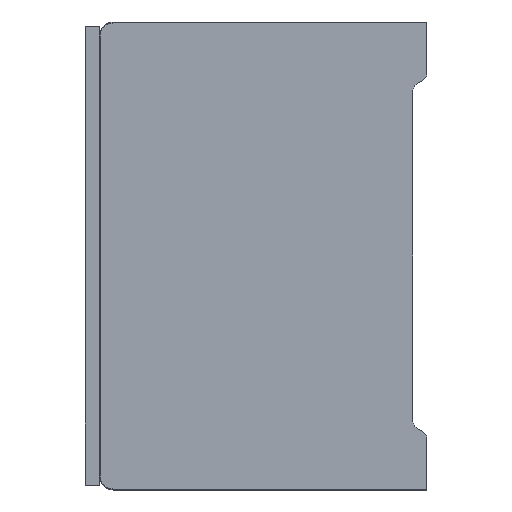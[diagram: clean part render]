
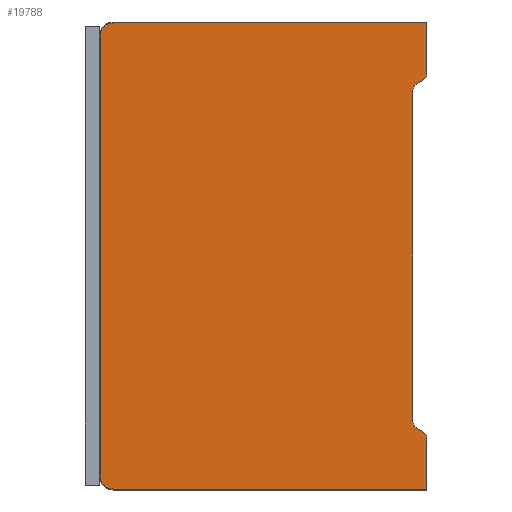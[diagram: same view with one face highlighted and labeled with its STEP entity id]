
A CAD part, left-side view. The second image highlights one B-rep face of the part: STEP entity #19788.
In plain terms, the highlighted planar face has unit normal (-1, 0, 0).
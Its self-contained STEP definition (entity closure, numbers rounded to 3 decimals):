
#2852=DIRECTION('',(0.,0.,1.));
#2853=VECTOR('',#2852,10.8);
#2854=CARTESIAN_POINT('',(0.,0.,-99.8));
#2855=LINE('',#2854,#2853);
#2872=DIRECTION('',(0.,0.,1.));
#2873=VECTOR('',#2872,70.226);
#2874=CARTESIAN_POINT('',(0.,3.,-85.113));
#2875=LINE('',#2874,#2873);
#2900=CARTESIAN_POINT('',(0.,67.,-97.));
#2901=DIRECTION('',(1.,0.,0.));
#2902=DIRECTION('',(0.,0.,-1.));
#2903=AXIS2_PLACEMENT_3D('',#2900,#2901,#2902);
#2905=CARTESIAN_POINT('',(0.,67.,-3.));
#2906=DIRECTION('',(1.,0.,0.));
#2907=DIRECTION('',(0.,1.,0.));
#2908=AXIS2_PLACEMENT_3D('',#2905,#2906,#2907);
#2910=CARTESIAN_POINT('',(0.,1.732,-11.));
#2911=DIRECTION('',(1.,0.,0.));
#2912=DIRECTION('',(0.,-1.,0.));
#2913=AXIS2_PLACEMENT_3D('',#2910,#2911,#2912);
#2915=DIRECTION('',(0.,0.866,-0.5));
#2916=VECTOR('',#2915,1.309);
#2917=CARTESIAN_POINT('',(0.,0.866,-12.5));
#2918=LINE('',#2917,#2916);
#2919=CARTESIAN_POINT('',(0.,1.,-14.887));
#2920=DIRECTION('',(-1.,0.,0.));
#2921=DIRECTION('',(0.,0.5,0.866));
#2922=AXIS2_PLACEMENT_3D('',#2919,#2920,#2921);
#2924=CARTESIAN_POINT('',(0.,1.,-85.113));
#2925=DIRECTION('',(-1.,0.,0.));
#2926=DIRECTION('',(0.,1.,0.));
#2927=AXIS2_PLACEMENT_3D('',#2924,#2925,#2926);
#2929=DIRECTION('',(0.,-0.866,-0.5));
#2930=VECTOR('',#2929,1.309);
#2931=CARTESIAN_POINT('',(0.,2.,
-86.845));
#2932=LINE('',#2931,#2930);
#2933=CARTESIAN_POINT('',(0.,1.732,-89.));
#2934=DIRECTION('',(1.,0.,0.));
#2935=DIRECTION('',(0.,-0.5,0.866));
#2936=AXIS2_PLACEMENT_3D('',#2933,#2934,#2935);
#2942=DIRECTION('',(0.,-1.,0.));
#2943=VECTOR('',#2942,67.);
#2944=CARTESIAN_POINT('',(0.,67.,
-99.8));
#2945=LINE('',#2944,#2943);
#3269=DIRECTION('',(0.,0.,1.));
#3270=VECTOR('',#3269,10.8);
#3271=CARTESIAN_POINT('',(0.,0.,-11.));
#3272=LINE('',#3271,#3270);
#3287=DIRECTION('',(0.,1.,0.));
#3288=VECTOR('',#3287,67.);
#3289=CARTESIAN_POINT('',(0.,0.,-0.2));
#3290=LINE('',#3289,#3288);
#3310=DIRECTION('',(0.,0.,-1.));
#3311=VECTOR('',#3310,94.);
#3312=CARTESIAN_POINT('',(0.,69.8,
-3.));
#3313=LINE('',#3312,#3311);
#13572=CARTESIAN_POINT('',(0.,67.,
-99.8));
#13573=CARTESIAN_POINT('',(0.,69.8,
-97.));
#13574=VERTEX_POINT('',#13572);
#13575=VERTEX_POINT('',#13573);
#13576=CARTESIAN_POINT('',(0.,0.,-99.8));
#13577=VERTEX_POINT('',#13576);
#13578=CARTESIAN_POINT('',(0.,69.8,
-3.));
#13579=VERTEX_POINT('',#13578);
#13580=CARTESIAN_POINT('',(0.,67.,
-0.2));
#13581=VERTEX_POINT('',#13580);
#13582=CARTESIAN_POINT('',(0.,0.,-0.2));
#13583=VERTEX_POINT('',#13582);
#13584=CARTESIAN_POINT('',(0.,0.,-11.));
#13585=VERTEX_POINT('',#13584);
#13586=CARTESIAN_POINT('',(0.,0.866,-12.5));
#13587=VERTEX_POINT('',#13586);
#13588=CARTESIAN_POINT('',(0.,2.,
-13.155));
#13589=VERTEX_POINT('',#13588);
#13590=CARTESIAN_POINT('',(0.,3.,-14.887));
#13591=VERTEX_POINT('',#13590);
#13592=CARTESIAN_POINT('',(0.,3.,-85.113));
#13593=VERTEX_POINT('',#13592);
#13594=CARTESIAN_POINT('',(0.,2.,
-86.845));
#13595=VERTEX_POINT('',#13594);
#13596=CARTESIAN_POINT('',(0.,0.866,-87.5));
#13597=VERTEX_POINT('',#13596);
#13598=CARTESIAN_POINT('',(0.,0.,-89.));
#13599=VERTEX_POINT('',#13598);
#19758=CARTESIAN_POINT('',(0.,34.9,-50.));
#19759=DIRECTION('',(1.,0.,0.));
#19760=DIRECTION('',(0.,0.,1.));
#19761=AXIS2_PLACEMENT_3D('',#19758,#19759,#19760);
#19762=PLANE('',#19761);
#19764=ORIENTED_EDGE('',*,*,#19763,.F.);
#19766=ORIENTED_EDGE('',*,*,#19765,.T.);
#19768=ORIENTED_EDGE('',*,*,#19767,.F.);
#19770=ORIENTED_EDGE('',*,*,#19769,.T.);
#19772=ORIENTED_EDGE('',*,*,#19771,.F.);
#19774=ORIENTED_EDGE('',*,*,#19773,.F.);
#19776=ORIENTED_EDGE('',*,*,#19775,.T.);
#19778=ORIENTED_EDGE('',*,*,#19777,.T.);
#19780=ORIENTED_EDGE('',*,*,#19779,.T.);
#19781=ORIENTED_EDGE('',*,*,#19737,.F.);
#19782=ORIENTED_EDGE('',*,*,#19726,.T.);
#19783=ORIENTED_EDGE('',*,*,#19711,.T.);
#19784=ORIENTED_EDGE('',*,*,#19696,.T.);
#19785=ORIENTED_EDGE('',*,*,#19681,.F.);
#19786=EDGE_LOOP('',(#19764,#19766,#19768,#19770,#19772,#19774,#19776,#19778,
#19780,#19781,#19782,#19783,#19784,#19785));
#19787=FACE_OUTER_BOUND('',#19786,.F.);
#2904=CIRCLE('',#2903,2.8);
#2909=CIRCLE('',#2908,2.8);
#2914=CIRCLE('',#2913,1.732);
#2923=CIRCLE('',#2922,2.);
#2928=CIRCLE('',#2927,2.);
#2937=CIRCLE('',#2936,1.732);
#19681=EDGE_CURVE('',#13577,#13599,#2855,.T.);
#19696=EDGE_CURVE('',#13597,#13599,#2937,.T.);
#19711=EDGE_CURVE('',#13595,#13597,#2932,.T.);
#19726=EDGE_CURVE('',#13593,#13595,#2928,.T.);
#19737=EDGE_CURVE('',#13593,#13591,#2875,.T.);
#19763=EDGE_CURVE('',#13574,#13577,#2945,.T.);
#19765=EDGE_CURVE('',#13574,#13575,#2904,.T.);
#19767=EDGE_CURVE('',#13579,#13575,#3313,.T.);
#19769=EDGE_CURVE('',#13579,#13581,#2909,.T.);
#19771=EDGE_CURVE('',#13583,#13581,#3290,.T.);
#19773=EDGE_CURVE('',#13585,#13583,#3272,.T.);
#19775=EDGE_CURVE('',#13585,#13587,#2914,.T.);
#19777=EDGE_CURVE('',#13587,#13589,#2918,.T.);
#19779=EDGE_CURVE('',#13589,#13591,#2923,.T.);
#19788=ADVANCED_FACE('',(#19787),#19762,.F.);
